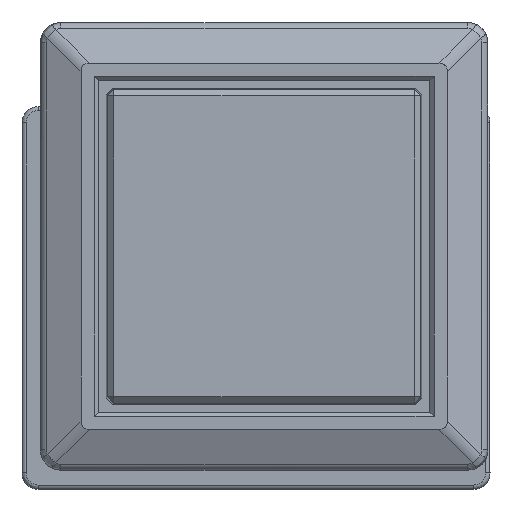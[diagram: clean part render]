
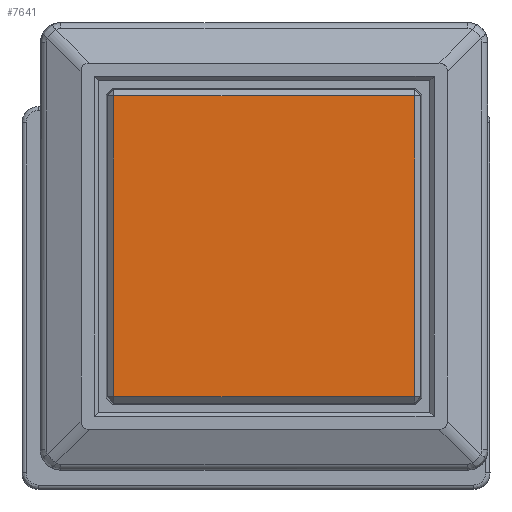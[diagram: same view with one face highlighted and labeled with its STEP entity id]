
A CAD part, top view. The second image highlights one B-rep face of the part: STEP entity #7641.
In plain terms, the highlighted face is planar.
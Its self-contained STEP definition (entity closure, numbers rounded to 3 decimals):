
#232 = CARTESIAN_POINT ( 'NONE',  ( -7.396, 4., 7.396 ) ) ;
#344 = VECTOR ( 'NONE', #14273, 1000. ) ;
#390 = EDGE_CURVE ( 'NONE', #4419, #6146, #11763, .T. ) ;
#509 = EDGE_CURVE ( 'NONE', #4419, #15160, #13470, .T. ) ;
#1034 = CARTESIAN_POINT ( 'NONE',  ( 0., 4., 7.396 ) ) ;
#1906 = CARTESIAN_POINT ( 'NONE',  ( -7.396, 4., 7.396 ) ) ;
#3229 = LINE ( 'NONE', #8776, #344 ) ;
#4092 = VECTOR ( 'NONE', #4871, 1000. ) ;
#4136 = ORIENTED_EDGE ( 'NONE', *, *, #16875, .T. ) ;
#4419 = VERTEX_POINT ( 'NONE', #1906 ) ;
#4871 = DIRECTION ( 'NONE',  ( 0., 0., -1. ) ) ;
#5528 = VECTOR ( 'NONE', #17266, 1000. ) ;
#5801 = DIRECTION ( 'NONE',  ( 0., -1., 0. ) ) ;
#5838 = VECTOR ( 'NONE', #6582, 1000. ) ;
#6146 = VERTEX_POINT ( 'NONE', #12481 ) ;
#6261 = LINE ( 'NONE', #11782, #5528 ) ;
#6466 = ORIENTED_EDGE ( 'NONE', *, *, #7418, .F. ) ;
#6582 = DIRECTION ( 'NONE',  ( 1., 0., 0. ) ) ;
#7171 = FACE_OUTER_BOUND ( 'NONE', #16292, .T. ) ;
#7418 = EDGE_CURVE ( 'NONE', #17326, #15160, #6261, .T. ) ;
#7620 = CARTESIAN_POINT ( 'NONE',  ( 7.396, 4., 7.396 ) ) ;
#7641 = ADVANCED_FACE ( 'NONE', ( #7171 ), #12684, .F. ) ;
#8776 = CARTESIAN_POINT ( 'NONE',  ( 0., 4., -7.396 ) ) ;
#11300 = ORIENTED_EDGE ( 'NONE', *, *, #509, .T. ) ;
#11336 = DIRECTION ( 'NONE',  ( 0., 0., -1. ) ) ;
#11763 = LINE ( 'NONE', #17244, #4092 ) ;
#11782 = CARTESIAN_POINT ( 'NONE',  ( 7.396, 4., 0. ) ) ;
#12481 = CARTESIAN_POINT ( 'NONE',  ( -7.396, 4., -7.396 ) ) ;
#12684 = PLANE ( 'NONE',  #15912 ) ;
#13470 = LINE ( 'NONE', #1034, #5838 ) ;
#14273 = DIRECTION ( 'NONE',  ( -1., 0., 0. ) ) ;
#15160 = VERTEX_POINT ( 'NONE', #7620 ) ;
#15597 = CARTESIAN_POINT ( 'NONE',  ( 7.396, 4., -7.396 ) ) ;
#15912 = AXIS2_PLACEMENT_3D ( 'NONE', #232, #5801, #11336 ) ;
#16292 = EDGE_LOOP ( 'NONE', ( #11300, #6466, #4136, #16390 ) ) ;
#16390 = ORIENTED_EDGE ( 'NONE', *, *, #390, .F. ) ;
#16875 = EDGE_CURVE ( 'NONE', #17326, #6146, #3229, .T. ) ;
#17244 = CARTESIAN_POINT ( 'NONE',  ( -7.396, 4., 0. ) ) ;
#17266 = DIRECTION ( 'NONE',  ( 0., 0., 1. ) ) ;
#17326 = VERTEX_POINT ( 'NONE', #15597 ) ;
